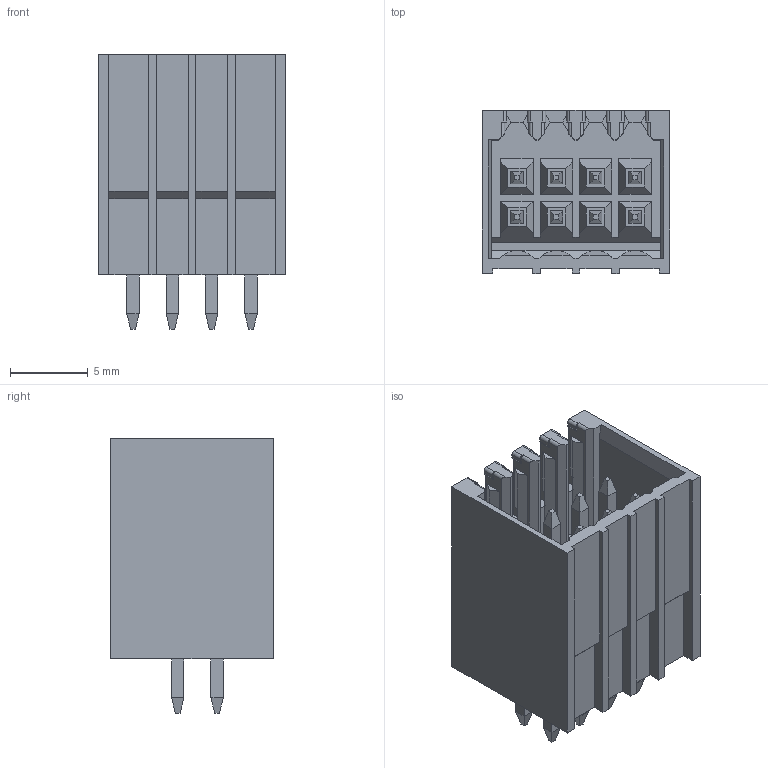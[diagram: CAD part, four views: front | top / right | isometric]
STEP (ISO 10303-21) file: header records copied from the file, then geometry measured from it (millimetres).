
FILE_DESCRIPTION(('FreeCAD Model'),'2;1');
FILE_NAME('DINKLE_0156-10XX.step','2019-10-14T22:06:23',( 'kicad StepUp'),('ksu MCAD'),'Open CASCADE STEP processor 7.3', 'FreeCAD','Unknown');
FILE_SCHEMA(('AUTOMOTIVE_DESIGN { 1 0 10303 214 1 1 1 1 }'));
Length unit declared in the file: millimetre
Products named in the file (1): DINKLE_0156-10XX
Bounding box: 12.12 x 10.5 x 17.7 mm (x, y, z)
Volume: 1053.7 mm3; surface area: 1550.2 mm2
Topology: 1 solids, 1 shells, 371 faces, 947 edges, 598 vertices
Faces by surface type: plane 343, cylinder 28
Entity records: 11054 total; most frequent: CARTESIAN_POINT 2101, ORIENTED_EDGE 1894, DIRECTION 1719, EDGE_CURVE 947, LINE 879, VECTOR 879, VERTEX_POINT 598, AXIS2_PLACEMENT_3D 420
